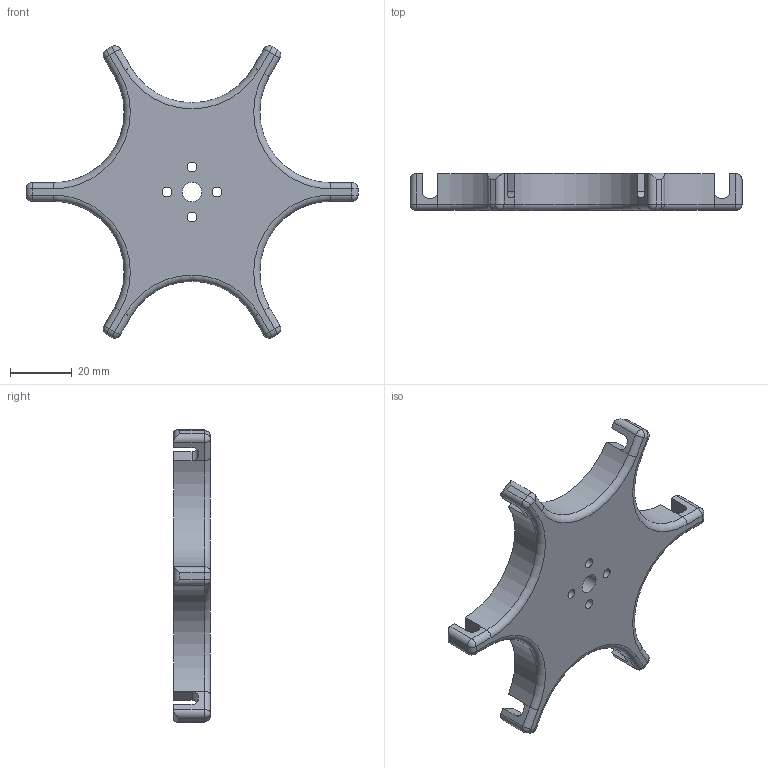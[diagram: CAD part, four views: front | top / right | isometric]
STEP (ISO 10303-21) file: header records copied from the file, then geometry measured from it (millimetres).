
FILE_DESCRIPTION(/* description */ (''),/* implementation_level */ '2;1');
FILE_NAME(/* name */ '',/* time_stamp */ '2026-01-09T14:41:46+03:00',/* author */ ('Phantom'),/* organization */ (''),/* preprocessor_version */ 'ST-DEVELOPER v20.1',/* originating_system */ 'Autodesk Inventor 2026',/* authorisation */ '');
FILE_SCHEMA (('AUTOMOTIVE_DESIGN { 1 0 10303 214 3 1 1 }'));
Length unit declared in the file: millimetre
Products named in the file (1): биг черненький 
забрал
Bounding box: 107.82 x 12 x 94.91 mm (x, y, z)
Volume: 45596.6 mm3; surface area: 13335.4 mm2
Topology: 1 solids, 1 shells, 121 faces, 297 edges, 178 vertices
Faces by surface type: cylinder 59, plane 44, sphere 12, torus 6
Full cylindrical faces by diameter (mm): 3.2 x4, 6.4 x1
Entity records: 3598 total; most frequent: DIRECTION 641, CARTESIAN_POINT 633, ORIENTED_EDGE 594, EDGE_CURVE 297, AXIS2_PLACEMENT_3D 234, VERTEX_POINT 178, LINE 173, VECTOR 173
